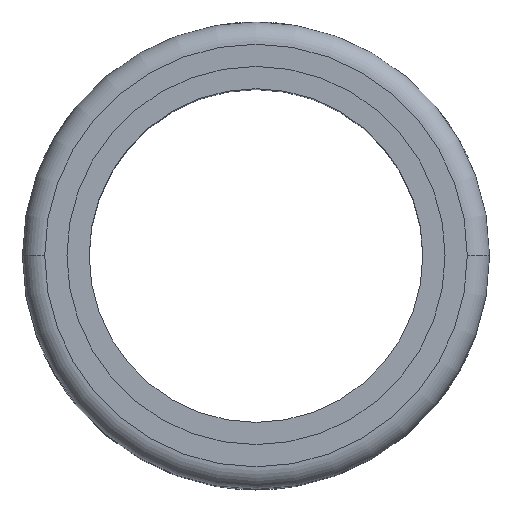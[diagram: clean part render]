
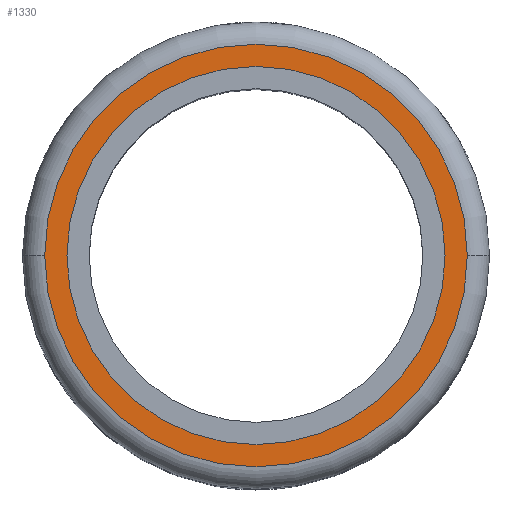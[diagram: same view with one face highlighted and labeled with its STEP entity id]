
A CAD part, top view. The second image highlights one B-rep face of the part: STEP entity #1330.
In plain terms, the highlighted planar face has unit normal (0, 0, 1).
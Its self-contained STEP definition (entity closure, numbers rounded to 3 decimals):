
#12 = EDGE_CURVE ( 'NONE', #92, #104, #651, .T. ) ;
#45 = EDGE_CURVE ( 'NONE', #110, #115, #673, .T. ) ;
#58 = EDGE_CURVE ( 'NONE', #104, #92, #688, .T. ) ;
#92 = VERTEX_POINT ( 'NONE', #1429 ) ;
#104 = VERTEX_POINT ( 'NONE', #1441 ) ;
#110 = VERTEX_POINT ( 'NONE', #1447 ) ;
#115 = VERTEX_POINT ( 'NONE', #1452 ) ;
#157 = CARTESIAN_POINT ( 'NONE',  ( 0., 0., 20. ) ) ;
#158 = DIRECTION ( 'NONE',  ( 0., 0., 1. ) ) ;
#159 = DIRECTION ( 'NONE',  ( 1., 0., 0. ) ) ;
#197 = CARTESIAN_POINT ( 'NONE',  ( 0., 0., 20. ) ) ;
#214 = DIRECTION ( 'NONE',  ( 0., 0., 1. ) ) ;
#215 = DIRECTION ( 'NONE',  ( 1., 0., 0. ) ) ;
#354 = CARTESIAN_POINT ( 'NONE',  ( 0., 0., 20. ) ) ;
#355 = DIRECTION ( 'NONE',  ( 0., 0., 1. ) ) ;
#356 = DIRECTION ( 'NONE',  ( 1., 0., 0. ) ) ;
#412 = ORIENTED_EDGE ( 'NONE', *, *, #45, .F. ) ;
#413 = ORIENTED_EDGE ( 'NONE', *, *, #58, .T. ) ;
#414 = ORIENTED_EDGE ( 'NONE', *, *, #12, .T. ) ;
#417 = ORIENTED_EDGE ( 'NONE', *, *, #822, .F. ) ;
#627 = EDGE_LOOP ( 'NONE', ( #413, #414 ) ) ;
#632 = EDGE_LOOP ( 'NONE', ( #417, #412 ) ) ;
#651 = CIRCLE ( 'NONE', #879, 15.833 ) ;
#673 = CIRCLE ( 'NONE', #885, 14.167 ) ;
#688 = CIRCLE ( 'NONE', #892, 15.833 ) ;
#696 = CIRCLE ( 'NONE', #898, 14.167 ) ;
#822 = EDGE_CURVE ( 'NONE', #115, #110, #696, .T. ) ;
#879 = AXIS2_PLACEMENT_3D ( 'NONE', #157, #158, #159 ) ;
#885 = AXIS2_PLACEMENT_3D ( 'NONE', #197, #214, #215 ) ;
#892 = AXIS2_PLACEMENT_3D ( 'NONE', #354, #355, #356 ) ;
#898 = AXIS2_PLACEMENT_3D ( 'NONE', #1478, #1482, #1483 ) ;
#948 = AXIS2_PLACEMENT_3D ( 'NONE', #1878, #1880, #1881 ) ;
#1195 = FACE_BOUND ( 'NONE', #632, .T. ) ;
#1214 = FACE_OUTER_BOUND ( 'NONE', #627, .T. ) ;
#1330 = ADVANCED_FACE ( 'NONE', ( #1195, #1214 ), #1879, .F. ) ;
#1429 = CARTESIAN_POINT ( 'NONE',  ( -15.833, 0., 20. ) ) ;
#1441 = CARTESIAN_POINT ( 'NONE',  ( 15.833, 0., 20. ) ) ;
#1447 = CARTESIAN_POINT ( 'NONE',  ( -14.167, 0., 20. ) ) ;
#1452 = CARTESIAN_POINT ( 'NONE',  ( 14.167, 0., 20. ) ) ;
#1478 = CARTESIAN_POINT ( 'NONE',  ( 0., 0., 20. ) ) ;
#1482 = DIRECTION ( 'NONE',  ( 0., 0., 1. ) ) ;
#1483 = DIRECTION ( 'NONE',  ( 1., 0., 0. ) ) ;
#1878 = CARTESIAN_POINT ( 'NONE',  ( 0., 14.167, 20. ) ) ;
#1879 = PLANE ( 'NONE',  #948 ) ;
#1880 = DIRECTION ( 'NONE',  ( 0., 0., -1. ) ) ;
#1881 = DIRECTION ( 'NONE',  ( -1., 0., 0. ) ) ;
